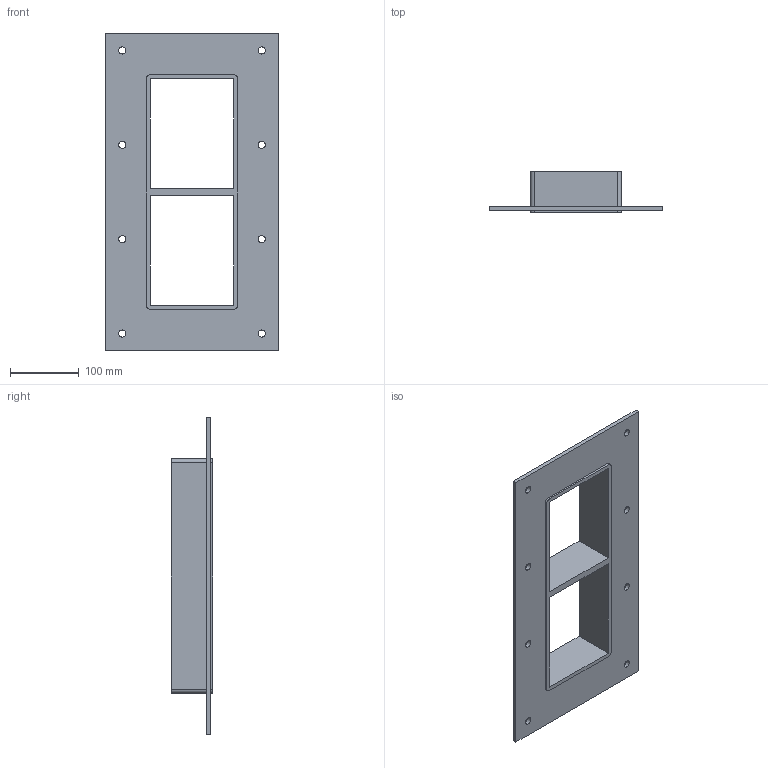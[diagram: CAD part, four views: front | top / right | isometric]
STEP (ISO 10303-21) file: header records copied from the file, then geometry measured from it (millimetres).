
FILE_DESCRIPTION((''),'2;1');
FILE_NAME('GH4+4X1.stp','2015-02-20T11:22:59',('se-emikul'),(''),'Autodesk Inventor 2013','Autodesk Inventor 2013','');
FILE_SCHEMA(('AUTOMOTIVE_DESIGN { 1 0 10303 214 1 1 1 1 }'));
Length unit declared in the file: millimetre
Products named in the file (1): GH4+4X1
Bounding box: 252.5 x 60 x 461 mm (x, y, z)
Volume: 826074.9 mm3; surface area: 282467.7 mm2
Topology: 1 solids, 1 shells, 40 faces, 116 edges, 80 vertices
Faces by surface type: plane 24, cylinder 16
Full cylindrical faces by diameter (mm): 10.5 x8
Entity records: 1290 total; most frequent: DIRECTION 214, CARTESIAN_POINT 213, ORIENTED_EDGE 200, EDGE_CURVE 100, AXIS2_PLACEMENT_3D 73, VERTEX_POINT 72, EDGE_LOOP 70, VECTOR 68
